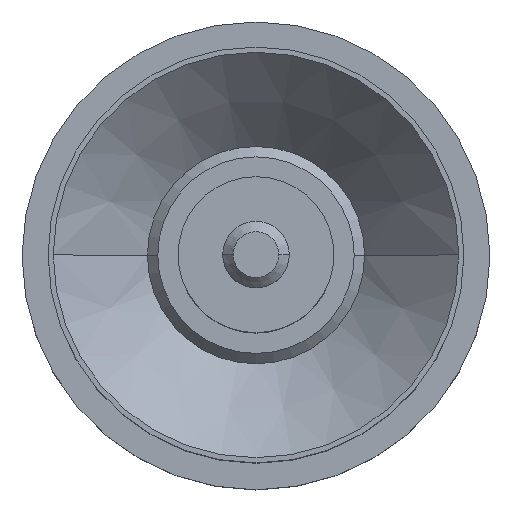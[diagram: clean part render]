
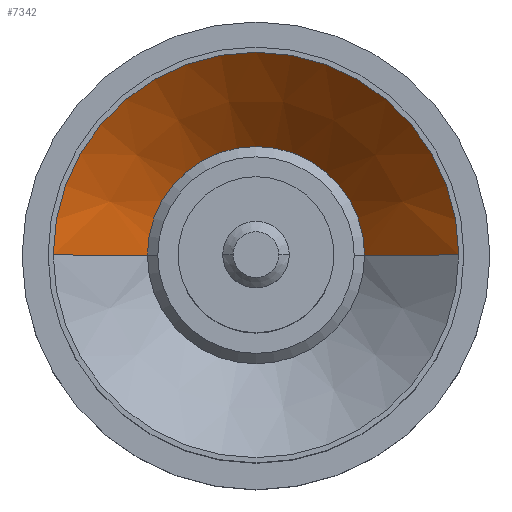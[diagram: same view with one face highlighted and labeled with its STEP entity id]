
A CAD part, top view. The second image highlights one B-rep face of the part: STEP entity #7342.
In plain terms, the highlighted conical face has half-angle 45 degrees and reference radius 1.95 mm.
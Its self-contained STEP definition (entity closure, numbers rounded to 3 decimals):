
#465 = DIRECTION ( 'NONE',  ( 1., 0., 0. ) ) ;
#466 = DIRECTION ( 'NONE',  ( 0., 0., 1. ) ) ;
#467 = CARTESIAN_POINT ( 'NONE',  ( 0., 0., 4.295 ) ) ;
#468 = DIRECTION ( 'NONE',  ( 1., 0., 0. ) ) ;
#469 = DIRECTION ( 'NONE',  ( 0., 0., 1. ) ) ;
#471 = CARTESIAN_POINT ( 'NONE',  ( 0., 0., 5.2 ) ) ;
#1170 = CARTESIAN_POINT ( 'NONE',  ( -1.95, 0., 5.2 ) ) ;
#1174 = DIRECTION ( 'NONE',  ( -0.707, 0., 0.707 ) ) ;
#2343 = LINE ( 'NONE', #1170, #2363 ) ;
#2350 = LINE ( 'NONE', #2613, #2356 ) ;
#2356 = VECTOR ( 'NONE', #2595, 1000. ) ;
#2363 = VECTOR ( 'NONE', #1174, 1000. ) ;
#2595 = DIRECTION ( 'NONE',  ( 0.707, 0., 0.707 ) ) ;
#2613 = CARTESIAN_POINT ( 'NONE',  ( 1.95, 0., 5.2 ) ) ;
#3185 = FACE_OUTER_BOUND ( 'NONE', #6304, .T. ) ;
#3217 = CONICAL_SURFACE ( 'NONE', #4151, 1.95, 0.785 ) ;
#3900 = DIRECTION ( 'NONE',  ( 1., 0., 0. ) ) ;
#3903 = DIRECTION ( 'NONE',  ( 0., 0., 1. ) ) ;
#3904 = CARTESIAN_POINT ( 'NONE',  ( 0., 0., 5.2 ) ) ;
#4151 = AXIS2_PLACEMENT_3D ( 'NONE', #3904, #3903, #3900 ) ;
#4707 = CARTESIAN_POINT ( 'NONE',  ( -1.045, 0., 4.295 ) ) ;
#4712 = CARTESIAN_POINT ( 'NONE',  ( 1.045, 0., 4.295 ) ) ;
#4714 = CARTESIAN_POINT ( 'NONE',  ( -1.95, 0., 5.2 ) ) ;
#4715 = CARTESIAN_POINT ( 'NONE',  ( 1.95, 0., 5.2 ) ) ;
#4916 = EDGE_CURVE ( 'NONE', #8379, #8378, #8665, .T. ) ;
#4917 = EDGE_CURVE ( 'NONE', #8375, #8372, #8658, .T. ) ;
#5216 = EDGE_CURVE ( 'NONE', #8375, #8379, #2350, .T. ) ;
#5218 = EDGE_CURVE ( 'NONE', #8372, #8378, #2343, .T. ) ;
#5873 = AXIS2_PLACEMENT_3D ( 'NONE', #471, #469, #468 ) ;
#5874 = AXIS2_PLACEMENT_3D ( 'NONE', #467, #466, #465 ) ;
#6304 = EDGE_LOOP ( 'NONE', ( #6722, #6723, #6724, #6725 ) ) ;
#6722 = ORIENTED_EDGE ( 'NONE', *, *, #5218, .F. ) ;
#6723 = ORIENTED_EDGE ( 'NONE', *, *, #4917, .F. ) ;
#6724 = ORIENTED_EDGE ( 'NONE', *, *, #5216, .T. ) ;
#6725 = ORIENTED_EDGE ( 'NONE', *, *, #4916, .T. ) ;
#7342 = ADVANCED_FACE ( 'NONE', ( #3185 ), #3217, .F. ) ;
#8372 = VERTEX_POINT ( 'NONE', #4707 ) ;
#8375 = VERTEX_POINT ( 'NONE', #4712 ) ;
#8378 = VERTEX_POINT ( 'NONE', #4714 ) ;
#8379 = VERTEX_POINT ( 'NONE', #4715 ) ;
#8658 = CIRCLE ( 'NONE', #5874, 1.045 ) ;
#8665 = CIRCLE ( 'NONE', #5873, 1.95 ) ;
